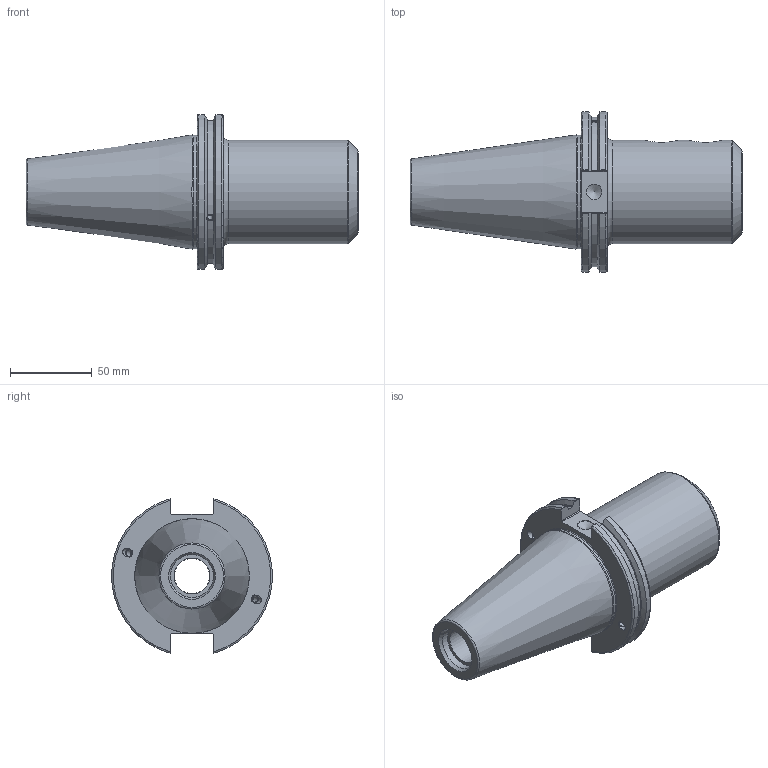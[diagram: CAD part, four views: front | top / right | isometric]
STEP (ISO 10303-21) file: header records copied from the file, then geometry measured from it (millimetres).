
FILE_DESCRIPTION(/* description */ (''),/* implementation_level */ '2;1');
FILE_NAME(/* name */ 'AL021B.stp',/* time_stamp */ '2022-04-15T16:44:11+09:00',/* author */ ('eos'),/* organization */ (''),/* preprocessor_version */ 'ST-DEVELOPER v18.1',/* originating_system */ 'Autodesk Inventor 2022',/* authorisation */ '');
FILE_SCHEMA (('AUTOMOTIVE_DESIGN { 1 0 10303 214 3 1 1 }'));
Length unit declared in the file: millimetre
Products named in the file (1): CAT50
Bounding box: 203.2 x 98.06 x 94.69 mm (x, y, z)
Volume: 459800.1 mm3; surface area: 71323.1 mm2
Topology: 1 solids, 1 shells, 91 faces, 242 edges, 162 vertices
Faces by surface type: plane 39, cylinder 28, cone 14, torus 10
Full cylindrical faces by diameter (mm): 3.242 x4, 4.134 x2, 4.2 x2, 5 x2, 9.525 x1, 17.323 x2, 21.5 x1, 21.971 x1, 26.2 x1, 38.1 x1, 39.3 x1, 63.5 x1, 69.25 x1
Entity records: 3379 total; most frequent: CARTESIAN_POINT 1101, ORIENTED_EDGE 478, DIRECTION 444, EDGE_CURVE 239, AXIS2_PLACEMENT_3D 175, VERTEX_POINT 162, EDGE_LOOP 117, LINE 94
